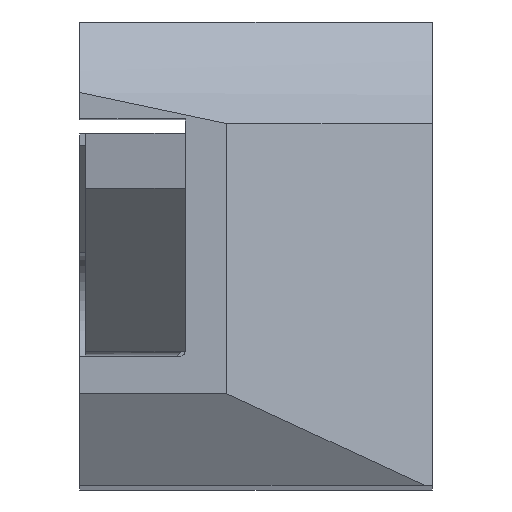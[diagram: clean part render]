
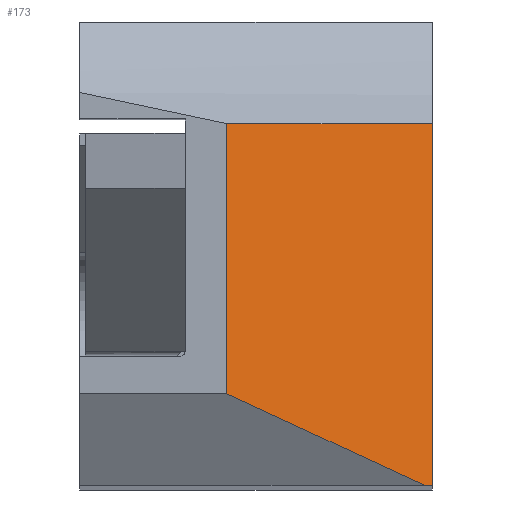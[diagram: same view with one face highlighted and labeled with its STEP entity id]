
A CAD part, top view. The second image highlights one B-rep face of the part: STEP entity #173.
In plain terms, the highlighted planar face has unit normal (0.259, 0, 0.966).
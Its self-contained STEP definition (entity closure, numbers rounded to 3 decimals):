
#92 = VECTOR ( 'NONE', #931, 1000. ) ;
#114 = EDGE_CURVE ( 'NONE', #3111, #259, #721, .T. ) ;
#173 = ADVANCED_FACE ( 'NONE', ( #630 ), #422, .T. ) ;
#188 = EDGE_LOOP ( 'NONE', ( #1544, #2473, #1310, #1134, #2306 ) ) ;
#259 = VERTEX_POINT ( 'NONE', #2525 ) ;
#290 = EDGE_CURVE ( 'NONE', #259, #1573, #743, .T. ) ;
#342 = CARTESIAN_POINT ( 'NONE',  ( -113.873, 52.714, 28.529 ) ) ;
#422 = PLANE ( 'NONE',  #2405 ) ;
#466 = VERTEX_POINT ( 'NONE', #1378 ) ;
#630 = FACE_OUTER_BOUND ( 'NONE', #188, .T. ) ;
#721 = LINE ( 'NONE', #1453, #92 ) ;
#743 = LINE ( 'NONE', #1758, #2255 ) ;
#746 = EDGE_CURVE ( 'NONE', #1573, #466, #3044, .T. ) ;
#869 = CARTESIAN_POINT ( 'NONE',  ( -7.4, 13.034, 0. ) ) ;
#931 = DIRECTION ( 'NONE',  ( 0., 1., 0. ) ) ;
#1134 = ORIENTED_EDGE ( 'NONE', *, *, #2005, .T. ) ;
#1143 = CARTESIAN_POINT ( 'NONE',  ( 24.504, 0., -8.549 ) ) ;
#1310 = ORIENTED_EDGE ( 'NONE', *, *, #2102, .F. ) ;
#1378 = CARTESIAN_POINT ( 'NONE',  ( -7.4, 3.3, 0. ) ) ;
#1453 = CARTESIAN_POINT ( 'NONE',  ( 0., 0., -1.983 ) ) ;
#1468 = DIRECTION ( 'NONE',  ( -0.966, 0., 0.259 ) ) ;
#1544 = ORIENTED_EDGE ( 'NONE', *, *, #290, .T. ) ;
#1573 = VERTEX_POINT ( 'NONE', #869 ) ;
#1621 = LINE ( 'NONE', #342, #1867 ) ;
#1692 = LINE ( 'NONE', #1143, #3163 ) ;
#1758 = CARTESIAN_POINT ( 'NONE',  ( 24.504, 13.034, -8.549 ) ) ;
#1867 = VECTOR ( 'NONE', #2667, 1000. ) ;
#1944 = DIRECTION ( 'NONE',  ( 0.966, 0., -0.259 ) ) ;
#2004 = VECTOR ( 'NONE', #2820, 1000. ) ;
#2005 = EDGE_CURVE ( 'NONE', #3143, #3111, #1692, .T. ) ;
#2009 = CARTESIAN_POINT ( 'NONE',  ( -7.4, 139.7, 0. ) ) ;
#2036 = CARTESIAN_POINT ( 'NONE',  ( -0.289, 0., -1.905 ) ) ;
#2102 = EDGE_CURVE ( 'NONE', #3143, #466, #1621, .T. ) ;
#2255 = VECTOR ( 'NONE', #2765, 1000. ) ;
#2306 = ORIENTED_EDGE ( 'NONE', *, *, #114, .T. ) ;
#2405 = AXIS2_PLACEMENT_3D ( 'NONE', #2717, #3225, #1468 ) ;
#2473 = ORIENTED_EDGE ( 'NONE', *, *, #746, .T. ) ;
#2525 = CARTESIAN_POINT ( 'NONE',  ( 0., 13.034, -1.983 ) ) ;
#2667 = DIRECTION ( 'NONE',  ( -0.881, 0.409, 0.236 ) ) ;
#2717 = CARTESIAN_POINT ( 'NONE',  ( -7.4, 139.7, 0. ) ) ;
#2765 = DIRECTION ( 'NONE',  ( -0.966, 0., 0.259 ) ) ;
#2812 = CARTESIAN_POINT ( 'NONE',  ( 0., 0., -1.983 ) ) ;
#2820 = DIRECTION ( 'NONE',  ( 0., -1., 0. ) ) ;
#3044 = LINE ( 'NONE', #2009, #2004 ) ;
#3111 = VERTEX_POINT ( 'NONE', #2812 ) ;
#3143 = VERTEX_POINT ( 'NONE', #2036 ) ;
#3163 = VECTOR ( 'NONE', #1944, 1000. ) ;
#3225 = DIRECTION ( 'NONE',  ( 0.259, 0., 0.966 ) ) ;
